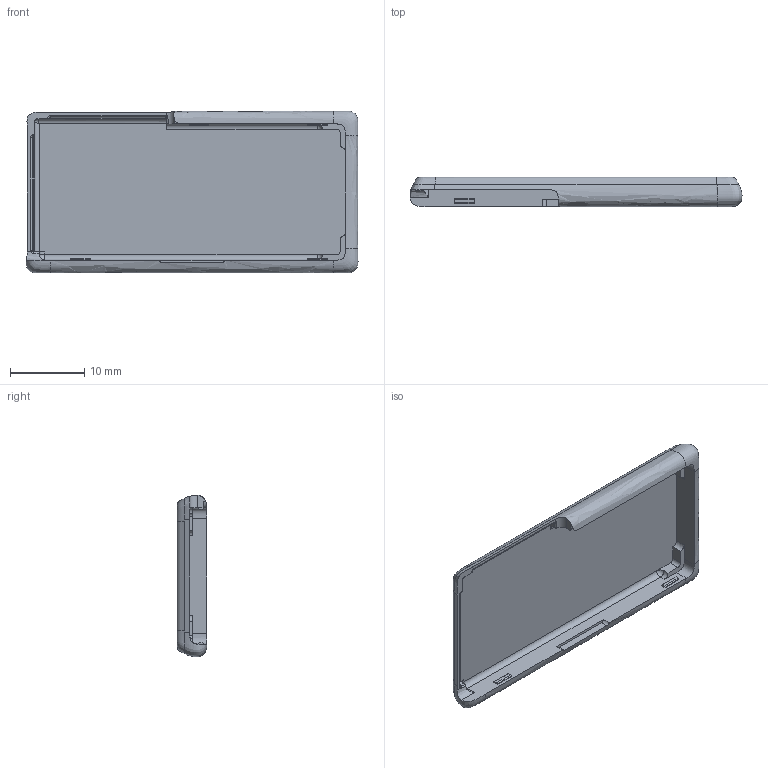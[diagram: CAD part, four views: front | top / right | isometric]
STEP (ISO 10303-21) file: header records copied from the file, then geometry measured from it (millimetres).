
FILE_DESCRIPTION (( 'STEP AP214' ), '1' );
FILE_NAME ('Prototype Module Template 1x2 Alpha Shell.STEP', '2014-05-06T17:49:58', ( '' ), ( '' ), 'SwSTEP 2.0', 'SolidWorks 2013', '' );
FILE_SCHEMA (( 'AUTOMOTIVE_DESIGN' ));
Length unit declared in the file: millimetre
Products named in the file (1): Prototype Module Template 1x2 Alpha Shell
Bounding box: 44.82 x 4.01 x 21.82 mm (x, y, z)
Volume: 1032.3 mm3; surface area: 2497.9 mm2
Topology: 1 solids, 1 shells, 123 faces, 327 edges, 202 vertices
Faces by surface type: plane 55, cylinder 35, bspline 22, sphere 7, torus 4
Entity records: 15577 total; most frequent: CARTESIAN_POINT 12691, ORIENTED_EDGE 638, DIRECTION 522, EDGE_CURVE 319, VERTEX_POINT 202, LINE 188, VECTOR 188, AXIS2_PLACEMENT_3D 167
